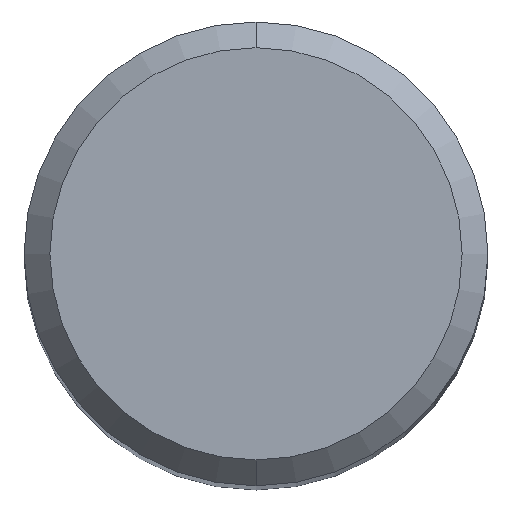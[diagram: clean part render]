
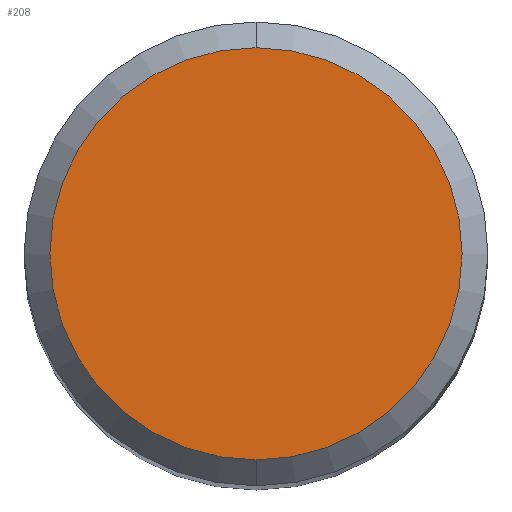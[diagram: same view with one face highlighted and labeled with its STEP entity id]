
A CAD part, top view. The second image highlights one B-rep face of the part: STEP entity #208.
In plain terms, the highlighted planar face has unit normal (0, 0, 1).
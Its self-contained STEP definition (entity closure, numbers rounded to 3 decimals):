
#126=VERTEX_POINT('',#331);
#184=EDGE_CURVE('',#126,#198,#398,.T.);
#198=VERTEX_POINT('',#413);
#208=ADVANCED_FACE('',(#424),#425,.T.);
#284=EDGE_CURVE('',#198,#126,#512,.T.);
#331=CARTESIAN_POINT('',(0.0,4.0,46.27));
#398=CIRCLE('',#639,4.0);
#413=CARTESIAN_POINT('',(0.,-4.0,46.27));
#424=FACE_OUTER_BOUND('',#670,.T.);
#425=PLANE('',#671);
#512=CIRCLE('',#783,4.0);
#639=AXIS2_PLACEMENT_3D('',#920,#921,#922);
#670=EDGE_LOOP('',(#949,#950));
#671=AXIS2_PLACEMENT_3D('',#951,#952,#953);
#783=AXIS2_PLACEMENT_3D('',#1071,#1072,#1073);
#920=CARTESIAN_POINT('',(0.0,0.0,46.27));
#921=DIRECTION('',(0.0,0.0,-1.0));
#922=DIRECTION('',(0.0,1.0,0.0));
#949=ORIENTED_EDGE('',*,*,#184,.F.);
#950=ORIENTED_EDGE('',*,*,#284,.F.);
#951=CARTESIAN_POINT('',(0.0,2.0,46.27));
#952=DIRECTION('',(-0.0,0.0,1.0));
#953=DIRECTION('',(0.0,-1.0,0.0));
#1071=CARTESIAN_POINT('',(0.0,0.0,46.27));
#1072=DIRECTION('',(0.0,0.0,-1.0));
#1073=DIRECTION('',(0.0,1.0,0.0));
